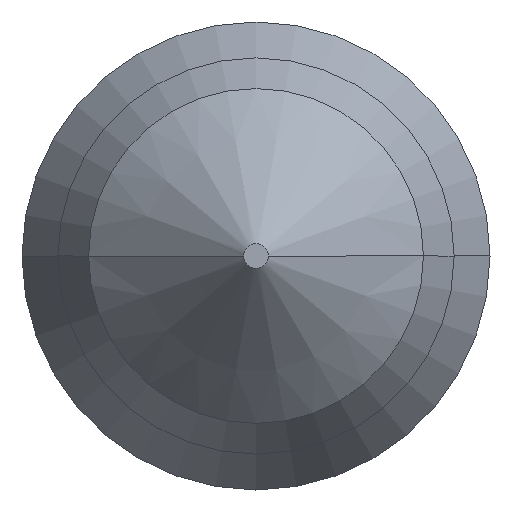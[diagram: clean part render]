
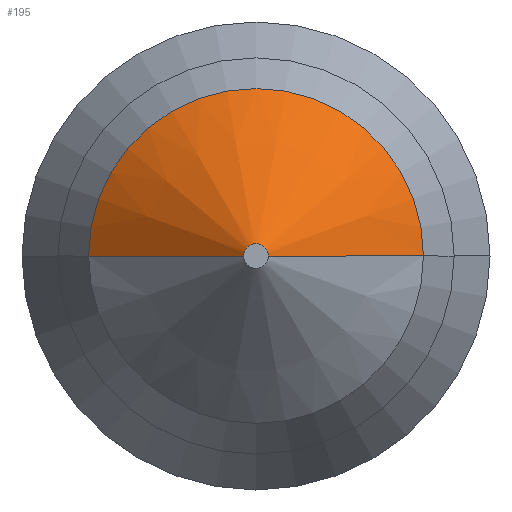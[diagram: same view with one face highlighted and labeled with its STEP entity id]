
A CAD part, left-side view. The second image highlights one B-rep face of the part: STEP entity #195.
In plain terms, the highlighted conical face has half-angle 45 degrees and reference radius 4.293 mm.
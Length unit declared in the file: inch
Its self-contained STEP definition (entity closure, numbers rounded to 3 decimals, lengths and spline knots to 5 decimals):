
#30 = AXIS2_PLACEMENT_3D ( 'NONE', #131, #127, #141 ) ;
#53 = ORIENTED_EDGE ( 'NONE', *, *, #944, .T. ) ;
#68 = CIRCLE ( 'NONE', #30, 0.0125 ) ;
#85 = CARTESIAN_POINT ( 'NONE',  ( -3.15, 0.0125, 0. ) ) ;
#111 = CARTESIAN_POINT ( 'NONE',  ( -2.9935, 0., 0. ) ) ;
#116 = DIRECTION ( 'NONE',  ( -1., 0., 0. ) ) ;
#127 = DIRECTION ( 'NONE',  ( -1., 0., 0. ) ) ;
#131 = CARTESIAN_POINT ( 'NONE',  ( -3.15, 0., 0. ) ) ;
#140 = DIRECTION ( 'NONE',  ( 0., -1., 0. ) ) ;
#141 = DIRECTION ( 'NONE',  ( 0., -1., 0. ) ) ;
#166 = CARTESIAN_POINT ( 'NONE',  ( -2.9935, 0.169, 0. ) ) ;
#171 = DIRECTION ( 'NONE',  ( 0.707, 0.707, 0. ) ) ;
#174 = CARTESIAN_POINT ( 'NONE',  ( -2.9935, 0.169, 0. ) ) ;
#175 = LINE ( 'NONE', #772, #446 ) ;
#195 = ADVANCED_FACE ( 'NONE', ( #1202 ), #1334, .T. ) ;
#218 = AXIS2_PLACEMENT_3D ( 'NONE', #111, #116, #140 ) ;
#261 = ORIENTED_EDGE ( 'NONE', *, *, #539, .F. ) ;
#263 = AXIS2_PLACEMENT_3D ( 'NONE', #1500, #887, #275 ) ;
#275 = DIRECTION ( 'NONE',  ( 0., 1., 0. ) ) ;
#288 = CARTESIAN_POINT ( 'NONE',  ( -3.15, -0.0125, 0. ) ) ;
#292 = VERTEX_POINT ( 'NONE', #288 ) ;
#446 = VECTOR ( 'NONE', #471, 39.37008 ) ;
#471 = DIRECTION ( 'NONE',  ( 0.707, -0.707, 0. ) ) ;
#478 = EDGE_CURVE ( 'NONE', #292, #1268, #175, .T. ) ;
#480 = LINE ( 'NONE', #166, #1281 ) ;
#539 = EDGE_CURVE ( 'NONE', #292, #934, #68, .T. ) ;
#557 = ORIENTED_EDGE ( 'NONE', *, *, #478, .T. ) ;
#581 = CARTESIAN_POINT ( 'NONE',  ( -2.9935, -0.169, 0. ) ) ;
#772 = CARTESIAN_POINT ( 'NONE',  ( -2.9935, -0.169, 0. ) ) ;
#798 = EDGE_LOOP ( 'NONE', ( #261, #557, #53, #1277 ) ) ;
#848 = VERTEX_POINT ( 'NONE', #174 ) ;
#887 = DIRECTION ( 'NONE',  ( 1., 0., 0. ) ) ;
#934 = VERTEX_POINT ( 'NONE', #85 ) ;
#944 = EDGE_CURVE ( 'NONE', #1268, #848, #1110, .T. ) ;
#997 = EDGE_CURVE ( 'NONE', #934, #848, #480, .T. ) ;
#1110 = CIRCLE ( 'NONE', #218, 0.169 ) ;
#1202 = FACE_OUTER_BOUND ( 'NONE', #798, .T. ) ;
#1268 = VERTEX_POINT ( 'NONE', #581 ) ;
#1277 = ORIENTED_EDGE ( 'NONE', *, *, #997, .F. ) ;
#1281 = VECTOR ( 'NONE', #171, 39.37008 ) ;
#1334 = CONICAL_SURFACE ( 'NONE', #263, 0.169, 0.785 ) ;
#1500 = CARTESIAN_POINT ( 'NONE',  ( -2.9935, 0., 0. ) ) ;
